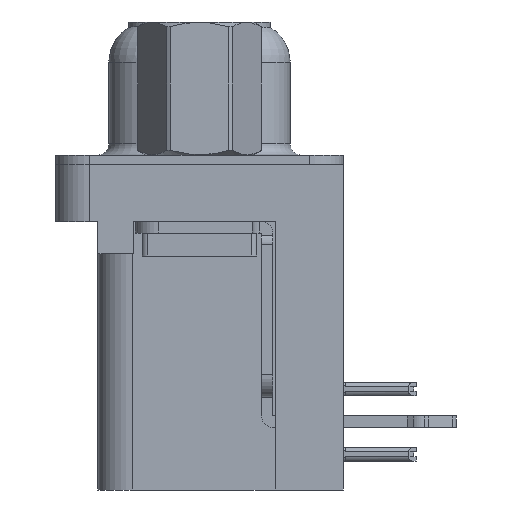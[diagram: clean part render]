
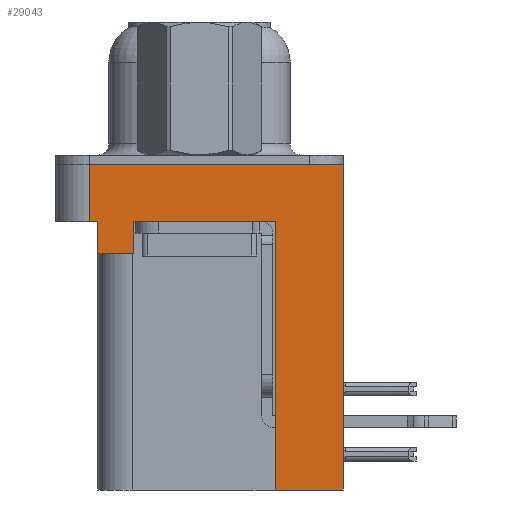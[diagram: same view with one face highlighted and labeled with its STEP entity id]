
A CAD part, left-side view. The second image highlights one B-rep face of the part: STEP entity #29043.
In plain terms, the highlighted planar face has unit normal (-1, 0, 0).
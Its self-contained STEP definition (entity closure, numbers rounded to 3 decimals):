
#143 = AXIS2_PLACEMENT_3D ( 'NONE', #14384, #22443, #16050 ) ;
#1625 = CARTESIAN_POINT ( 'NONE',  ( -2.91, 4.775, -2.5 ) ) ;
#1949 = ORIENTED_EDGE ( 'NONE', *, *, #22954, .T. ) ;
#2229 = CARTESIAN_POINT ( 'NONE',  ( -2.91, -6.275, -2.5 ) ) ;
#2777 = ORIENTED_EDGE ( 'NONE', *, *, #5845, .F. ) ;
#3129 = EDGE_CURVE ( 'NONE', #9387, #5716, #17057, .T. ) ;
#3181 = EDGE_CURVE ( 'NONE', #23673, #7341, #19006, .T. ) ;
#3266 = LINE ( 'NONE', #28191, #21259 ) ;
#3282 = CARTESIAN_POINT ( 'NONE',  ( -2.91, -3.295, -14.2 ) ) ;
#3312 = ORIENTED_EDGE ( 'NONE', *, *, #5333, .T. ) ;
#3446 = LINE ( 'NONE', #12467, #25231 ) ;
#3874 = DIRECTION ( 'NONE',  ( 0., -1., 0. ) ) ;
#4679 = DIRECTION ( 'NONE',  ( 0., 0., 1. ) ) ;
#5333 = EDGE_CURVE ( 'NONE', #23673, #18143, #13532, .T. ) ;
#5650 = DIRECTION ( 'NONE',  ( 0., 0., 1. ) ) ;
#5703 = EDGE_CURVE ( 'NONE', #27477, #17793, #3446, .T. ) ;
#5716 = VERTEX_POINT ( 'NONE', #18865 ) ;
#5803 = CARTESIAN_POINT ( 'NONE',  ( -2.91, 4.775, -2.5 ) ) ;
#5845 = EDGE_CURVE ( 'NONE', #7341, #11450, #6242, .T. ) ;
#5952 = CARTESIAN_POINT ( 'NONE',  ( -2.91, 4.425, -3.9 ) ) ;
#6242 = LINE ( 'NONE', #28352, #12468 ) ;
#6749 = VECTOR ( 'NONE', #7019, 1000. ) ;
#6892 = LINE ( 'NONE', #7187, #22740 ) ;
#7012 = PLANE ( 'NONE',  #143 ) ;
#7019 = DIRECTION ( 'NONE',  ( 0., -1., 0. ) ) ;
#7187 = CARTESIAN_POINT ( 'NONE',  ( -2.91, -6.275, -2.5 ) ) ;
#7341 = VERTEX_POINT ( 'NONE', #26338 ) ;
#7475 = EDGE_CURVE ( 'NONE', #28975, #9387, #24250, .T. ) ;
#7731 = DIRECTION ( 'NONE',  ( 0., 1., 0. ) ) ;
#8074 = CARTESIAN_POINT ( 'NONE',  ( -2.91, -6.275, -14.2 ) ) ;
#8585 = CARTESIAN_POINT ( 'NONE',  ( -2.91, -6.275, 0. ) ) ;
#9054 = DIRECTION ( 'NONE',  ( 0., -1., 0. ) ) ;
#9387 = VERTEX_POINT ( 'NONE', #19481 ) ;
#9638 = CARTESIAN_POINT ( 'NONE',  ( -2.91, 4.425, -3.9 ) ) ;
#10744 = ORIENTED_EDGE ( 'NONE', *, *, #7475, .F. ) ;
#10904 = VECTOR ( 'NONE', #21221, 1000. ) ;
#11111 = LINE ( 'NONE', #5952, #19914 ) ;
#11450 = VERTEX_POINT ( 'NONE', #8585 ) ;
#11725 = VECTOR ( 'NONE', #21585, 1000. ) ;
#11810 = CARTESIAN_POINT ( 'NONE',  ( -2.91, 4.425, -2.5 ) ) ;
#11979 = ORIENTED_EDGE ( 'NONE', *, *, #5703, .F. ) ;
#12175 = CARTESIAN_POINT ( 'NONE',  ( -2.91, 2.895, -2.5 ) ) ;
#12291 = DIRECTION ( 'NONE',  ( 0., 0., 1. ) ) ;
#12467 = CARTESIAN_POINT ( 'NONE',  ( -2.91, 4.425, -3.9 ) ) ;
#12468 = VECTOR ( 'NONE', #3874, 1000. ) ;
#12824 = ORIENTED_EDGE ( 'NONE', *, *, #3129, .F. ) ;
#13532 = LINE ( 'NONE', #18012, #6749 ) ;
#14384 = CARTESIAN_POINT ( 'NONE',  ( -2.91, -6.275, -2.5 ) ) ;
#14588 = VERTEX_POINT ( 'NONE', #12175 ) ;
#14967 = DIRECTION ( 'NONE',  ( 0., 0., 1. ) ) ;
#15487 = VECTOR ( 'NONE', #9054, 1000. ) ;
#16050 = DIRECTION ( 'NONE',  ( 0., 0., 1. ) ) ;
#16836 = EDGE_CURVE ( 'NONE', #14588, #5716, #22533, .T. ) ;
#16912 = ORIENTED_EDGE ( 'NONE', *, *, #16836, .T. ) ;
#17057 = LINE ( 'NONE', #3282, #10904 ) ;
#17793 = VERTEX_POINT ( 'NONE', #9638 ) ;
#17876 = EDGE_CURVE ( 'NONE', #27477, #14588, #3266, .T. ) ;
#18012 = CARTESIAN_POINT ( 'NONE',  ( -2.91, -6.275, -2.5 ) ) ;
#18143 = VERTEX_POINT ( 'NONE', #11810 ) ;
#18152 = FACE_OUTER_BOUND ( 'NONE', #24809, .T. ) ;
#18865 = CARTESIAN_POINT ( 'NONE',  ( -2.91, -3.295, -2.5 ) ) ;
#19006 = LINE ( 'NONE', #5803, #26055 ) ;
#19196 = ORIENTED_EDGE ( 'NONE', *, *, #20662, .F. ) ;
#19481 = CARTESIAN_POINT ( 'NONE',  ( -2.91, -3.295, -14.2 ) ) ;
#19914 = VECTOR ( 'NONE', #14967, 1000. ) ;
#20662 = EDGE_CURVE ( 'NONE', #17793, #18143, #11111, .T. ) ;
#21221 = DIRECTION ( 'NONE',  ( 0., 0., 1. ) ) ;
#21259 = VECTOR ( 'NONE', #12291, 1000. ) ;
#21451 = CARTESIAN_POINT ( 'NONE',  ( -2.91, -3.295, -14.2 ) ) ;
#21585 = DIRECTION ( 'NONE',  ( 0., 1., 0. ) ) ;
#22156 = ORIENTED_EDGE ( 'NONE', *, *, #17876, .T. ) ;
#22443 = DIRECTION ( 'NONE',  ( -1., 0., 0. ) ) ;
#22533 = LINE ( 'NONE', #2229, #15487 ) ;
#22740 = VECTOR ( 'NONE', #4679, 1000. ) ;
#22954 = EDGE_CURVE ( 'NONE', #28975, #11450, #6892, .T. ) ;
#23673 = VERTEX_POINT ( 'NONE', #1625 ) ;
#24250 = LINE ( 'NONE', #21451, #11725 ) ;
#24809 = EDGE_LOOP ( 'NONE', ( #2777, #28813, #3312, #19196, #11979, #22156, #16912, #12824, #10744, #1949 ) ) ;
#25231 = VECTOR ( 'NONE', #7731, 1000. ) ;
#26055 = VECTOR ( 'NONE', #5650, 1000. ) ;
#26338 = CARTESIAN_POINT ( 'NONE',  ( -2.91, 4.775, 0. ) ) ;
#27477 = VERTEX_POINT ( 'NONE', #28312 ) ;
#28191 = CARTESIAN_POINT ( 'NONE',  ( -2.91, 2.895, -3.9 ) ) ;
#28312 = CARTESIAN_POINT ( 'NONE',  ( -2.91, 2.895, -3.9 ) ) ;
#28352 = CARTESIAN_POINT ( 'NONE',  ( -2.91, -6.275, 0. ) ) ;
#28813 = ORIENTED_EDGE ( 'NONE', *, *, #3181, .F. ) ;
#28975 = VERTEX_POINT ( 'NONE', #8074 ) ;
#29043 = ADVANCED_FACE ( 'NONE', ( #18152 ), #7012, .T. ) ;
